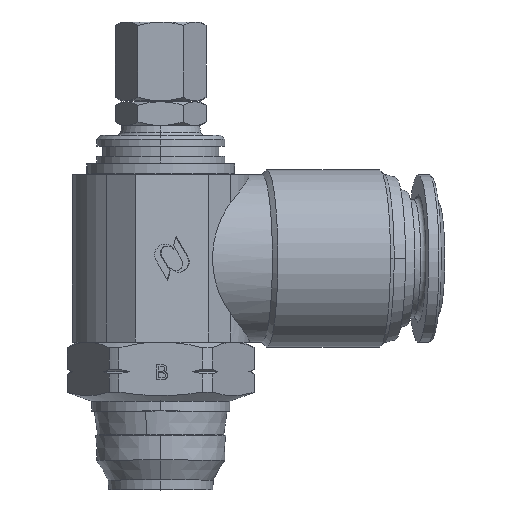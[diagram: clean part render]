
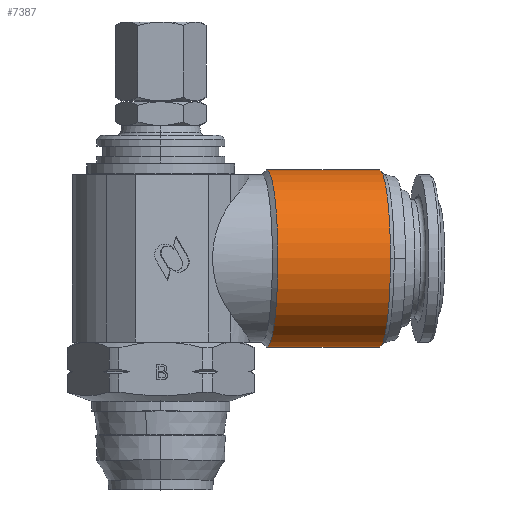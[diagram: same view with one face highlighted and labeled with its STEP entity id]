
A CAD part, top view. The second image highlights one B-rep face of the part: STEP entity #7387.
In plain terms, the highlighted cylindrical face has radius 9 mm (diameter 18 mm), a partial arc.
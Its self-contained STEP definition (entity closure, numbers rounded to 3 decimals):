
#456 = CARTESIAN_POINT ( 'NONE',  ( 23.329, 23.5, 6.103 ) ) ;
#457 = CARTESIAN_POINT ( 'NONE',  ( 22.193, 14.5, -2.824 ) ) ;
#477 = CARTESIAN_POINT ( 'NONE',  ( 10.763, 32.5, -1.37 ) ) ;
#478 = CARTESIAN_POINT ( 'NONE',  ( 10.763, 14.5, -1.37 ) ) ;
#481 = CARTESIAN_POINT ( 'NONE',  ( 22.193, 32.5, -2.824 ) ) ;
#1692 = CIRCLE ( 'NONE', #2491, 9. ) ;
#1701 = LINE ( 'NONE', #9856, #1708 ) ;
#1707 = CIRCLE ( 'NONE', #2494, 9. ) ;
#1708 = VECTOR ( 'NONE', #9861, 1000. ) ;
#1709 = LINE ( 'NONE', #9860, #1711 ) ;
#1711 = VECTOR ( 'NONE', #9855, 1000. ) ;
#2331 = EDGE_CURVE ( 'NONE', #6796, #6797, #1692, .T. ) ;
#2342 = EDGE_CURVE ( 'NONE', #6797, #6776, #1701, .T. ) ;
#2343 = EDGE_CURVE ( 'NONE', #6775, #6800, #1707, .T. ) ;
#2344 = EDGE_CURVE ( 'NONE', #6796, #6800, #1709, .T. ) ;
#2491 = AXIS2_PLACEMENT_3D ( 'NONE', #9795, #9797, #9799 ) ;
#2494 = AXIS2_PLACEMENT_3D ( 'NONE', #9864, #9865, #9866 ) ;
#3107 = ORIENTED_EDGE ( 'NONE', *, *, #2331, .T. ) ;
#3108 = ORIENTED_EDGE ( 'NONE', *, *, #2342, .T. ) ;
#3109 = ORIENTED_EDGE ( 'NONE', *, *, #8333, .T. ) ;
#3110 = ORIENTED_EDGE ( 'NONE', *, *, #2343, .T. ) ;
#3111 = ORIENTED_EDGE ( 'NONE', *, *, #2344, .F. ) ;
#3489 = CARTESIAN_POINT ( 'NONE',  ( 22.193, 23.5, -2.824 ) ) ;
#3490 = DIRECTION ( 'NONE',  ( -0.992, 0., 0.126 ) ) ;
#3491 = DIRECTION ( 'NONE',  ( -0.126, 0., -0.992 ) ) ;
#5425 = CIRCLE ( 'NONE', #7588, 9. ) ;
#5991 = CARTESIAN_POINT ( 'NONE',  ( 27.28, 23.5, -3.472 ) ) ;
#5992 = DIRECTION ( 'NONE',  ( 0.992, 0., -0.126 ) ) ;
#6000 = DIRECTION ( 'NONE',  ( 0., 1., 0. ) ) ;
#6709 = EDGE_LOOP ( 'NONE', ( #3107, #3108, #3109, #3110, #3111 ) ) ;
#6775 = VERTEX_POINT ( 'NONE', #456 ) ;
#6776 = VERTEX_POINT ( 'NONE', #457 ) ;
#6796 = VERTEX_POINT ( 'NONE', #477 ) ;
#6797 = VERTEX_POINT ( 'NONE', #478 ) ;
#6800 = VERTEX_POINT ( 'NONE', #481 ) ;
#7387 = ADVANCED_FACE ( 'NONE', ( #8939 ), #8948, .T. ) ;
#7588 = AXIS2_PLACEMENT_3D ( 'NONE', #3489, #3490, #3491 ) ;
#8333 = EDGE_CURVE ( 'NONE', #6776, #6775, #5425, .T. ) ;
#8671 = AXIS2_PLACEMENT_3D ( 'NONE', #5991, #5992, #6000 ) ;
#8939 = FACE_OUTER_BOUND ( 'NONE', #6709, .T. ) ;
#8948 = CYLINDRICAL_SURFACE ( 'NONE', #8671, 9. ) ;
#9795 = CARTESIAN_POINT ( 'NONE',  ( 10.763, 23.5, -1.37 ) ) ;
#9797 = DIRECTION ( 'NONE',  ( 0.992, 0., -0.126 ) ) ;
#9799 = DIRECTION ( 'NONE',  ( 0., 1., 0. ) ) ;
#9855 = DIRECTION ( 'NONE',  ( 0.992, 0., -0.126 ) ) ;
#9856 = CARTESIAN_POINT ( 'NONE',  ( 27.28, 14.5, -3.472 ) ) ;
#9860 = CARTESIAN_POINT ( 'NONE',  ( 27.28, 32.5, -3.472 ) ) ;
#9861 = DIRECTION ( 'NONE',  ( 0.992, 0., -0.126 ) ) ;
#9864 = CARTESIAN_POINT ( 'NONE',  ( 22.193, 23.5, -2.824 ) ) ;
#9865 = DIRECTION ( 'NONE',  ( -0.992, 0., 0.126 ) ) ;
#9866 = DIRECTION ( 'NONE',  ( -0.126, 0., -0.992 ) ) ;
